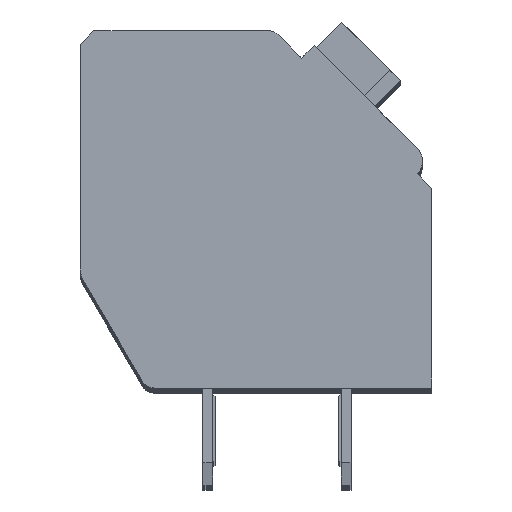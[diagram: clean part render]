
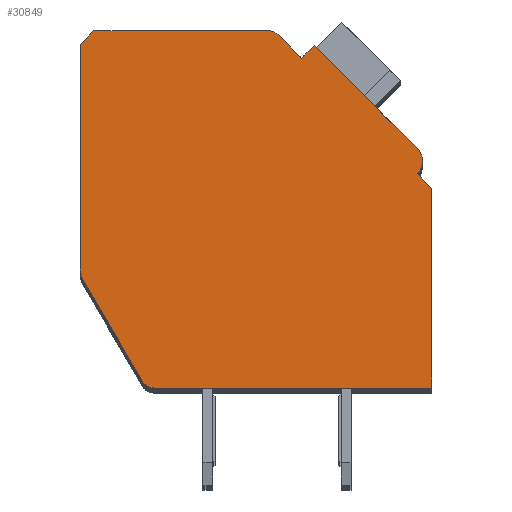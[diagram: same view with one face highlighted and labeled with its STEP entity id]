
A CAD part, top view. The second image highlights one B-rep face of the part: STEP entity #30849.
In plain terms, the highlighted planar face has unit normal (0, 0, 1).
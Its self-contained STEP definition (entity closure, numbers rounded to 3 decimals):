
#1131=DIRECTION('',(0.,-1.,0.));
#1132=VECTOR('',#1131,8.053);
#1133=CARTESIAN_POINT('',(-12.7,12.4,2.1));
#1134=LINE('',#1133,#1132);
#1135=DIRECTION('',(-0.707,-0.707,0.));
#1136=VECTOR('',#1135,0.707);
#1137=CARTESIAN_POINT('',(-12.2,12.9,2.1));
#1138=LINE('',#1137,#1136);
#1139=DIRECTION('',(-1.,0.,0.));
#1140=VECTOR('',#1139,6.298);
#1141=CARTESIAN_POINT('',(-5.902,12.9,2.1));
#1142=LINE('',#1141,#1140);
#1143=CARTESIAN_POINT('',(-5.902,12.4,2.1));
#1144=DIRECTION('',(0.,0.,1.));
#1145=DIRECTION('',(0.707,0.707,0.));
#1146=AXIS2_PLACEMENT_3D('',#1143,#1144,#1145);
#1148=DIRECTION('',(-0.707,0.707,0.));
#1149=VECTOR('',#1148,1.197);
#1150=CARTESIAN_POINT('',(-4.702,11.907,2.1));
#1151=LINE('',#1150,#1149);
#1152=DIRECTION('',(-0.707,-0.707,0.));
#1153=VECTOR('',#1152,0.65);
#1154=CARTESIAN_POINT('',(-4.243,12.367,2.1));
#1155=LINE('',#1154,#1153);
#1156=DIRECTION('',(-0.707,0.707,0.));
#1157=VECTOR('',#1156,5.25);
#1158=CARTESIAN_POINT('',(-0.53,8.655,2.1));
#1159=LINE('',#1158,#1157);
#1160=CARTESIAN_POINT('',(-0.99,8.195,2.1));
#1161=DIRECTION('',(0.,0.,1.));
#1162=DIRECTION('',(0.707,-0.707,0.));
#1163=AXIS2_PLACEMENT_3D('',#1160,#1161,#1162);
#1165=DIRECTION('',(-0.707,0.707,0.));
#1166=VECTOR('',#1165,0.75);
#1167=CARTESIAN_POINT('',(0.,7.205,2.1));
#1168=LINE('',#1167,#1166);
#1169=DIRECTION('',(0.,1.,0.));
#1170=VECTOR('',#1169,7.205);
#1171=CARTESIAN_POINT('',(0.,0.,2.1));
#1172=LINE('',#1171,#1170);
#1173=DIRECTION('',(1.,0.,0.));
#1174=VECTOR('',#1173,10.014);
#1175=CARTESIAN_POINT('',(-10.014,0.,2.1));
#1176=LINE('',#1175,#1174);
#1177=CARTESIAN_POINT('',(-10.014,0.5,2.1));
#1178=DIRECTION('',(0.,0.,1.));
#1179=DIRECTION('',(-0.862,-0.508,0.));
#1180=AXIS2_PLACEMENT_3D('',#1177,#1178,#1179);
#1182=DIRECTION('',(0.508,-0.862,0.));
#1183=VECTOR('',#1182,4.17);
#1184=CARTESIAN_POINT('',(-12.562,3.839,2.1));
#1185=LINE('',#1184,#1183);
#1186=CARTESIAN_POINT('',(-11.7,4.347,2.1));
#1187=DIRECTION('',(0.,0.,1.));
#1188=DIRECTION('',(-1.,0.,0.));
#1189=AXIS2_PLACEMENT_3D('',#1186,#1187,#1188);
#22749=CARTESIAN_POINT('',(-12.7,12.4,2.1));
#22750=CARTESIAN_POINT('',(-12.7,4.347,2.1));
#22751=VERTEX_POINT('',#22749);
#22752=VERTEX_POINT('',#22750);
#22753=CARTESIAN_POINT('',(-12.562,3.839,2.1));
#22754=VERTEX_POINT('',#22753);
#22755=CARTESIAN_POINT('',(-10.445,0.246,2.1));
#22756=VERTEX_POINT('',#22755);
#22757=CARTESIAN_POINT('',(-10.014,0.,2.1));
#22758=VERTEX_POINT('',#22757);
#22759=CARTESIAN_POINT('',(0.,0.,2.1));
#22760=VERTEX_POINT('',#22759);
#22761=CARTESIAN_POINT('',(0.,7.205,2.1));
#22762=VERTEX_POINT('',#22761);
#22763=CARTESIAN_POINT('',(-0.53,7.735,2.1));
#22764=VERTEX_POINT('',#22763);
#22765=CARTESIAN_POINT('',(-0.53,8.655,2.1));
#22766=VERTEX_POINT('',#22765);
#22767=CARTESIAN_POINT('',(-4.243,12.367,2.1));
#22768=VERTEX_POINT('',#22767);
#22769=CARTESIAN_POINT('',(-4.702,11.907,2.1));
#22770=VERTEX_POINT('',#22769);
#22771=CARTESIAN_POINT('',(-5.548,12.754,2.1));
#22772=VERTEX_POINT('',#22771);
#22773=CARTESIAN_POINT('',(-5.902,12.9,2.1));
#22774=VERTEX_POINT('',#22773);
#22775=CARTESIAN_POINT('',(-12.2,12.9,2.1));
#22776=VERTEX_POINT('',#22775);
#30817=CARTESIAN_POINT('',(0.,0.,2.1));
#30818=DIRECTION('',(0.,0.,1.));
#30819=DIRECTION('',(1.,0.,0.));
#30820=AXIS2_PLACEMENT_3D('',#30817,#30818,#30819);
#30821=PLANE('',#30820);
#30822=ORIENTED_EDGE('',*,*,#29794,.F.);
#30824=ORIENTED_EDGE('',*,*,#30823,.F.);
#30826=ORIENTED_EDGE('',*,*,#30825,.F.);
#30828=ORIENTED_EDGE('',*,*,#30827,.F.);
#30830=ORIENTED_EDGE('',*,*,#30829,.F.);
#30832=ORIENTED_EDGE('',*,*,#30831,.F.);
#30834=ORIENTED_EDGE('',*,*,#30833,.F.);
#30836=ORIENTED_EDGE('',*,*,#30835,.F.);
#30838=ORIENTED_EDGE('',*,*,#30837,.F.);
#30840=ORIENTED_EDGE('',*,*,#30839,.F.);
#30842=ORIENTED_EDGE('',*,*,#30841,.F.);
#30844=ORIENTED_EDGE('',*,*,#30843,.F.);
#30845=ORIENTED_EDGE('',*,*,#30337,.F.);
#30846=ORIENTED_EDGE('',*,*,#29990,.F.);
#30847=EDGE_LOOP('',(#30822,#30824,#30826,#30828,#30830,#30832,#30834,#30836,
#30838,#30840,#30842,#30844,#30845,#30846));
#30848=FACE_OUTER_BOUND('',#30847,.F.);
#1147=CIRCLE('',#1146,0.5);
#1164=CIRCLE('',#1163,0.65);
#1181=CIRCLE('',#1180,0.5);
#1190=CIRCLE('',#1189,1.);
#29794=EDGE_CURVE('',#22751,#22752,#1134,.T.);
#29990=EDGE_CURVE('',#22752,#22754,#1190,.T.);
#30337=EDGE_CURVE('',#22754,#22756,#1185,.T.);
#30823=EDGE_CURVE('',#22776,#22751,#1138,.T.);
#30825=EDGE_CURVE('',#22774,#22776,#1142,.T.);
#30827=EDGE_CURVE('',#22772,#22774,#1147,.T.);
#30829=EDGE_CURVE('',#22770,#22772,#1151,.T.);
#30831=EDGE_CURVE('',#22768,#22770,#1155,.T.);
#30833=EDGE_CURVE('',#22766,#22768,#1159,.T.);
#30835=EDGE_CURVE('',#22764,#22766,#1164,.T.);
#30837=EDGE_CURVE('',#22762,#22764,#1168,.T.);
#30839=EDGE_CURVE('',#22760,#22762,#1172,.T.);
#30841=EDGE_CURVE('',#22758,#22760,#1176,.T.);
#30843=EDGE_CURVE('',#22756,#22758,#1181,.T.);
#30849=ADVANCED_FACE('',(#30848),#30821,.T.);
